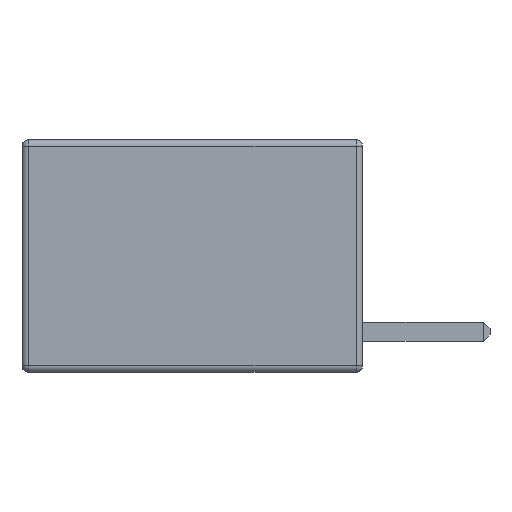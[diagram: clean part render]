
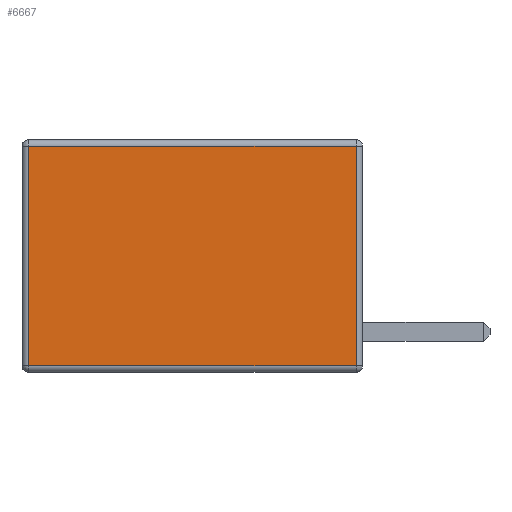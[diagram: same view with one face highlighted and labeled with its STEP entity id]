
A CAD part, left-side view. The second image highlights one B-rep face of the part: STEP entity #6667.
In plain terms, the highlighted planar face has unit normal (-1, 0, 0).
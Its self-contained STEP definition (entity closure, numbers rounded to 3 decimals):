
#275 = CARTESIAN_POINT ( 'NONE',  ( -9.85, 10.7, -3.45 ) ) ;
#460 = EDGE_CURVE ( 'NONE', #9204, #4986, #4557, .T. ) ;
#846 = EDGE_CURVE ( 'NONE', #2545, #3918, #2335, .T. ) ;
#863 = DIRECTION ( 'NONE',  ( 0., 0., -1. ) ) ;
#963 = LINE ( 'NONE', #275, #3822 ) ;
#1147 = CARTESIAN_POINT ( 'NONE',  ( -9.85, 10.5, 3.45 ) ) ;
#1549 = VECTOR ( 'NONE', #7965, 1000. ) ;
#2210 = LINE ( 'NONE', #5087, #1549 ) ;
#2335 = LINE ( 'NONE', #4346, #6046 ) ;
#2545 = VERTEX_POINT ( 'NONE', #1147 ) ;
#2718 = EDGE_LOOP ( 'NONE', ( #8010, #7259, #5947, #7170 ) ) ;
#2954 = DIRECTION ( 'NONE',  ( 0., -1., 0. ) ) ;
#3610 = CARTESIAN_POINT ( 'NONE',  ( -9.85, 0.2, 3.45 ) ) ;
#3822 = VECTOR ( 'NONE', #2954, 1000. ) ;
#3918 = VERTEX_POINT ( 'NONE', #7504 ) ;
#4033 = EDGE_CURVE ( 'NONE', #4986, #2545, #2210, .T. ) ;
#4346 = CARTESIAN_POINT ( 'NONE',  ( -9.85, 10.5, -3.65 ) ) ;
#4557 = LINE ( 'NONE', #7439, #7721 ) ;
#4986 = VERTEX_POINT ( 'NONE', #3610 ) ;
#5058 = EDGE_CURVE ( 'NONE', #3918, #9204, #963, .T. ) ;
#5087 = CARTESIAN_POINT ( 'NONE',  ( -9.85, 10.7, 3.45 ) ) ;
#5659 = CARTESIAN_POINT ( 'NONE',  ( -9.85, 0.2, -3.45 ) ) ;
#5947 = ORIENTED_EDGE ( 'NONE', *, *, #5058, .T. ) ;
#6020 = CARTESIAN_POINT ( 'NONE',  ( -9.85, 10.7, -3.65 ) ) ;
#6046 = VECTOR ( 'NONE', #863, 1000. ) ;
#6339 = DIRECTION ( 'NONE',  ( 0., 0., -1. ) ) ;
#6667 = ADVANCED_FACE ( 'NONE', ( #6869 ), #6915, .F. ) ;
#6869 = FACE_OUTER_BOUND ( 'NONE', #2718, .T. ) ;
#6915 = PLANE ( 'NONE',  #7183 ) ;
#7170 = ORIENTED_EDGE ( 'NONE', *, *, #460, .T. ) ;
#7183 = AXIS2_PLACEMENT_3D ( 'NONE', #6020, #8376, #6339 ) ;
#7259 = ORIENTED_EDGE ( 'NONE', *, *, #846, .T. ) ;
#7439 = CARTESIAN_POINT ( 'NONE',  ( -9.85, 0.2, -3.65 ) ) ;
#7504 = CARTESIAN_POINT ( 'NONE',  ( -9.85, 10.5, -3.45 ) ) ;
#7721 = VECTOR ( 'NONE', #8799, 1000. ) ;
#7965 = DIRECTION ( 'NONE',  ( 0., 1., 0. ) ) ;
#8010 = ORIENTED_EDGE ( 'NONE', *, *, #4033, .T. ) ;
#8376 = DIRECTION ( 'NONE',  ( 1., 0., 0. ) ) ;
#8799 = DIRECTION ( 'NONE',  ( 0., 0., 1. ) ) ;
#9204 = VERTEX_POINT ( 'NONE', #5659 ) ;
